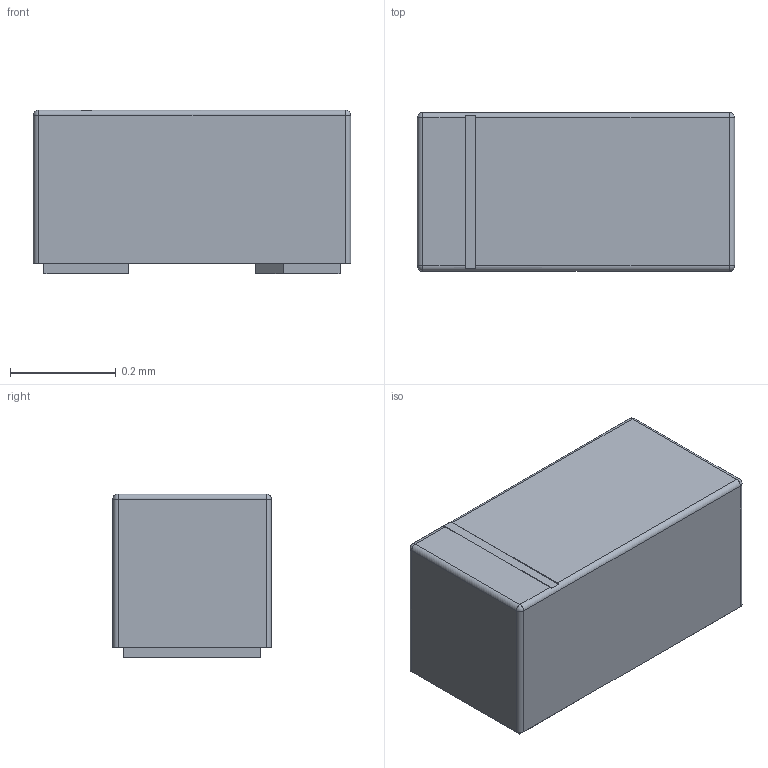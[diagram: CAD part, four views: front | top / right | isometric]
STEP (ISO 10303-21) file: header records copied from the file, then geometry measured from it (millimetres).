
FILE_DESCRIPTION (( 'STEP AP214' ), '1' );
FILE_NAME ('DFN0603-2_L0.6-W0.3-P0.40-RD.step', '2024-04-07T09:44:51', ( '' ), ( '' ), 'SwSTEP 2.0', 'SolidWorks 2020', '' );
FILE_SCHEMA (( 'AUTOMOTIVE_DESIGN' ));
Length unit declared in the file: millimetre
Products named in the file (1): DFN0603-2_L0.6-W0.3-P0.40-RD
Bounding box: 0.6 x 0.3 x 0.31 mm (x, y, z)
Volume: 0.1 mm3; surface area: 0.9 mm2
Topology: 1 solids, 1 shells, 257 faces, 694 edges, 456 vertices
Faces by surface type: plane 147, bspline 98, cylinder 8, sphere 4
Entity records: 11308 total; most frequent: CARTESIAN_POINT 2710, ORIENTED_EDGE 1380, DIRECTION 830, EDGE_CURVE 690, LINE 470, VECTOR 470, VERTEX_POINT 456, EDGE_LOOP 278
